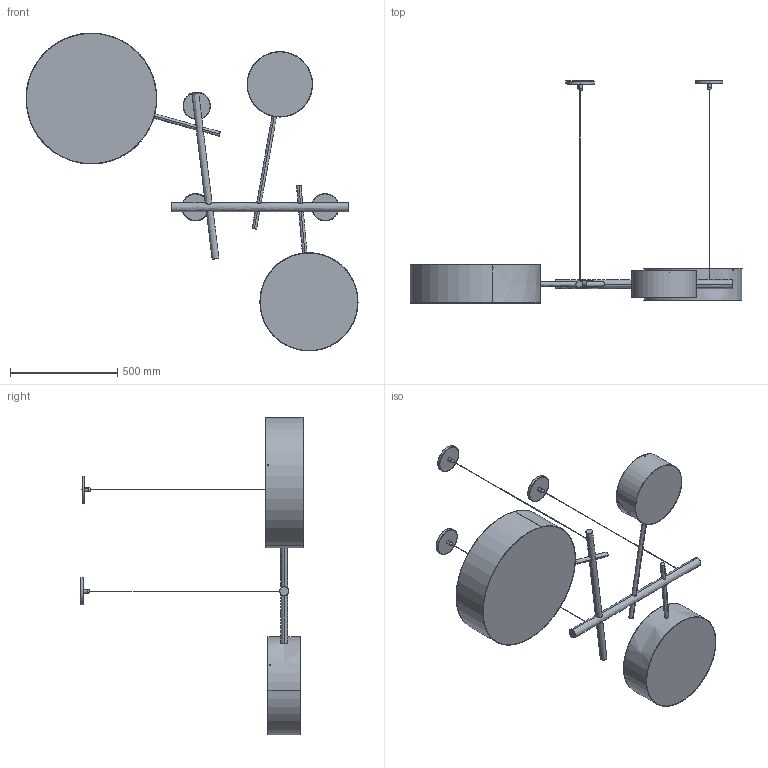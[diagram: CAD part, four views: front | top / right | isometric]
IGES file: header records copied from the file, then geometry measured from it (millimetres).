
Start section: SolidWorks IGES file using analytic representation for surfaces
Global section: file name: EXCC3 - Excel Chandelier.IGS; native system: SolidWorks 2015; preprocessor: SolidWorks 2015; author: Design; date: 190205.174735; units: inch
Bounding box: 1547.34 x 1037.09 x 1480.97 mm (x, y, z)
Surface area: 3742548.7 mm2 (no closed solid volume)
Topology: 0 solids, 0 shells, 135 faces, 4453 edges, 4450 vertices
Faces by surface type: revolution 89, bspline 46
